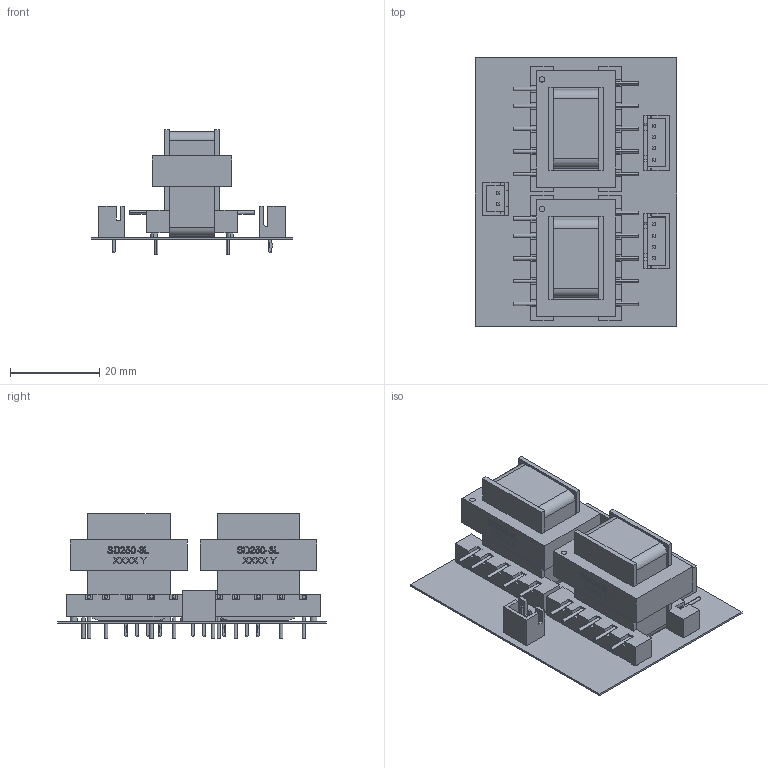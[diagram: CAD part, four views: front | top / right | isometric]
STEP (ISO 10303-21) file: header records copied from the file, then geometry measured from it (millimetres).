
FILE_DESCRIPTION(('Open CASCADE Model'),'2;1');
FILE_NAME('Open CASCADE Shape Model','2015-05-19T11:13:38',('Author'),( 'Open CASCADE'),'Open CASCADE STEP processor 6.5','Open CASCADE 6.5' ,'Unknown');
FILE_SCHEMA(('AUTOMOTIVE_DESIGN { 1 0 10303 214 1 1 1 1 }'));
Length unit declared in the file: millimetre
Products named in the file (13): PCB; Board; J52001; User_Library-JST_B2B-XH-A; J52000; User_Library-B4B-XH-A; User_Library-B4B-XH-A_B4B-XH-A_body_____________; User_Library-B4B-XH-A_BXB-XH-A_pin_____________; User_Library-B4B-XH-A_BXB-XH-A_pin1_____________; J52002; T52000; Coilcraft-SD250-3L; T52001
Assembly tree (16 placements, depth 4):
  PCB
    Board
    J52001
      User_Library-JST_B2B-XH-A
    J52000
      User_Library-B4B-XH-A
        User_Library-B4B-XH-A_B4B-XH-A_body_____________
        User_Library-B4B-XH-A_BXB-XH-A_pin_____________  x2
        User_Library-B4B-XH-A_BXB-XH-A_pin1_____________  x2
    J52002
      User_Library-B4B-XH-A
        User_Library-B4B-XH-A_B4B-XH-A_body_____________
        User_Library-B4B-XH-A_BXB-XH-A_pin_____________  x2
        User_Library-B4B-XH-A_BXB-XH-A_pin1_____________  x2
    T52000
      Coilcraft-SD250-3L
    T52001
      Coilcraft-SD250-3L
Bounding box: 45 x 60 x 27.89 mm (x, y, z)
Volume: 1750.1 mm3; surface area: 15071.8 mm2
Topology: 16 solids, 18 shells, 1092 faces, 2724 edges, 1724 vertices
Faces by surface type: plane 760, cylinder 168, bspline 164
Entity records: 50440 total; most frequent: CARTESIAN_POINT 22604, DIRECTION 4042, LINE 2851, VECTOR 2851, ORIENTED_EDGE 2658, PCURVE 2658, DEFINITIONAL_REPRESENTATION 2658, EDGE_CURVE 1331
